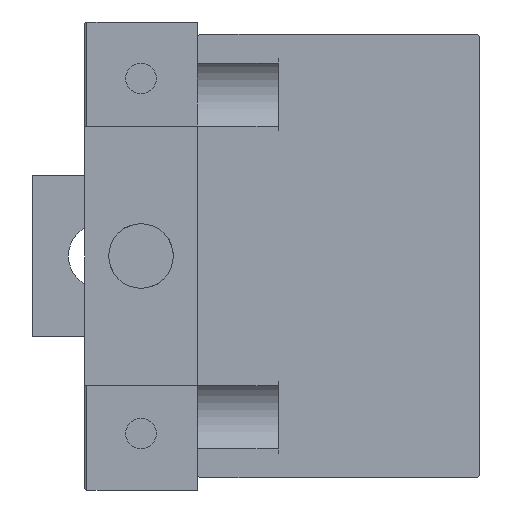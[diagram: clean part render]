
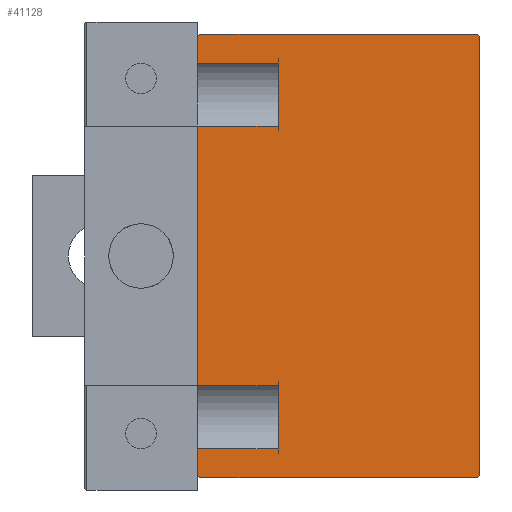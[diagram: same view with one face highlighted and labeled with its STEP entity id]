
A CAD part, left-side view. The second image highlights one B-rep face of the part: STEP entity #41128.
In plain terms, the highlighted face is planar.
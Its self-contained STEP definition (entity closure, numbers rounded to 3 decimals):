
#196 = EDGE_CURVE ( 'NONE', #10071, #29689, #38397, .T. ) ;
#240 = LINE ( 'NONE', #41031, #33068 ) ;
#1199 = VECTOR ( 'NONE', #22459, 1000. ) ;
#1271 = CARTESIAN_POINT ( 'NONE',  ( 56., 17.2, -27.5 ) ) ;
#1393 = EDGE_CURVE ( 'NONE', #38660, #48476, #47953, .T. ) ;
#1727 = VECTOR ( 'NONE', #46363, 1000. ) ;
#1836 = LINE ( 'NONE', #6237, #22439 ) ;
#2499 = LINE ( 'NONE', #45726, #20616 ) ;
#2735 = LINE ( 'NONE', #43100, #44309 ) ;
#3049 = EDGE_CURVE ( 'NONE', #39420, #41675, #33531, .T. ) ;
#4640 = CARTESIAN_POINT ( 'NONE',  ( 56., -17.5, -16.087 ) ) ;
#4836 = DIRECTION ( 'NONE',  ( 0., 0., 1. ) ) ;
#5134 = PLANE ( 'NONE',  #27346 ) ;
#5438 = VERTEX_POINT ( 'NONE', #44905 ) ;
#5442 = ORIENTED_EDGE ( 'NONE', *, *, #23509, .T. ) ;
#5461 = VERTEX_POINT ( 'NONE', #45159 ) ;
#5551 = CARTESIAN_POINT ( 'NONE',  ( 56., -17.5, -23.913 ) ) ;
#6065 = EDGE_CURVE ( 'NONE', #34294, #14807, #50145, .T. ) ;
#6237 = CARTESIAN_POINT ( 'NONE',  ( 56., 22.35, 22.35 ) ) ;
#6297 = CARTESIAN_POINT ( 'NONE',  ( 56., -7.5, 23.913 ) ) ;
#9184 = EDGE_CURVE ( 'NONE', #33652, #39420, #2735, .T. ) ;
#9585 = ORIENTED_EDGE ( 'NONE', *, *, #6065, .T. ) ;
#9938 = EDGE_CURVE ( 'NONE', #48476, #33652, #19945, .T. ) ;
#10071 = VERTEX_POINT ( 'NONE', #5551 ) ;
#10845 = ORIENTED_EDGE ( 'NONE', *, *, #29184, .T. ) ;
#11913 = LINE ( 'NONE', #27469, #1727 ) ;
#12364 = LINE ( 'NONE', #40305, #49355 ) ;
#12377 = CARTESIAN_POINT ( 'NONE',  ( 56., 0., 0. ) ) ;
#12484 = DIRECTION ( 'NONE',  ( 0., 0.707, -0.707 ) ) ;
#12833 = CARTESIAN_POINT ( 'NONE',  ( 56., 17.5, -27.5 ) ) ;
#14153 = DIRECTION ( 'NONE',  ( 0., 0., -1. ) ) ;
#14785 = DIRECTION ( 'NONE',  ( 0., -1., 0. ) ) ;
#14807 = VERTEX_POINT ( 'NONE', #20320 ) ;
#14859 = CARTESIAN_POINT ( 'NONE',  ( 56., -7.5, 16.087 ) ) ;
#16512 = DIRECTION ( 'NONE',  ( 0., 0., -1. ) ) ;
#16524 = VERTEX_POINT ( 'NONE', #35513 ) ;
#16805 = CARTESIAN_POINT ( 'NONE',  ( 56., 17.5, 27.5 ) ) ;
#17494 = VECTOR ( 'NONE', #24593, 1000. ) ;
#18002 = EDGE_LOOP ( 'NONE', ( #39952, #35919, #22051, #10845, #42045, #43985, #9585, #36304, #29517, #49128, #5442, #45816, #36231, #20235, #23259, #44852 ) ) ;
#18660 = LINE ( 'NONE', #22804, #25988 ) ;
#18746 = CARTESIAN_POINT ( 'NONE',  ( 56., 17.5, 27.2 ) ) ;
#19415 = CARTESIAN_POINT ( 'NONE',  ( 56., -17.5, -27.5 ) ) ;
#19945 = LINE ( 'NONE', #19415, #21178 ) ;
#20092 = CARTESIAN_POINT ( 'NONE',  ( 56., -17.5, 27.5 ) ) ;
#20235 = ORIENTED_EDGE ( 'NONE', *, *, #196, .F. ) ;
#20320 = CARTESIAN_POINT ( 'NONE',  ( 56., -17.5, 23.913 ) ) ;
#20616 = VECTOR ( 'NONE', #14153, 1000. ) ;
#20718 = EDGE_CURVE ( 'NONE', #50704, #5461, #34794, .T. ) ;
#21178 = VECTOR ( 'NONE', #50988, 1000. ) ;
#22051 = ORIENTED_EDGE ( 'NONE', *, *, #3049, .T. ) ;
#22292 = CARTESIAN_POINT ( 'NONE',  ( 56., -17.5, 27.5 ) ) ;
#22439 = VECTOR ( 'NONE', #30056, 1000. ) ;
#22459 = DIRECTION ( 'NONE',  ( 0., 0., -1. ) ) ;
#22804 = CARTESIAN_POINT ( 'NONE',  ( 56., -7.5, 23.913 ) ) ;
#23078 = VECTOR ( 'NONE', #12484, 1000. ) ;
#23259 = ORIENTED_EDGE ( 'NONE', *, *, #28371, .T. ) ;
#23509 = EDGE_CURVE ( 'NONE', #50704, #32320, #27871, .T. ) ;
#24041 = FACE_OUTER_BOUND ( 'NONE', #18002, .T. ) ;
#24593 = DIRECTION ( 'NONE',  ( 0., -1., 0. ) ) ;
#24864 = VECTOR ( 'NONE', #45059, 1000. ) ;
#25150 = CARTESIAN_POINT ( 'NONE',  ( 56., -17.5, 27.2 ) ) ;
#25988 = VECTOR ( 'NONE', #14785, 1000. ) ;
#26704 = VECTOR ( 'NONE', #4836, 1000. ) ;
#27207 = VECTOR ( 'NONE', #50567, 1000. ) ;
#27346 = AXIS2_PLACEMENT_3D ( 'NONE', #12377, #40320, #16512 ) ;
#27469 = CARTESIAN_POINT ( 'NONE',  ( 56., -7.5, -16.087 ) ) ;
#27871 = LINE ( 'NONE', #20092, #32279 ) ;
#28371 = EDGE_CURVE ( 'NONE', #10071, #38660, #41165, .T. ) ;
#29184 = EDGE_CURVE ( 'NONE', #41675, #5438, #1836, .T. ) ;
#29267 = CARTESIAN_POINT ( 'NONE',  ( 56., -17.5, -27.2 ) ) ;
#29341 = EDGE_CURVE ( 'NONE', #16524, #32320, #11913, .T. ) ;
#29517 = ORIENTED_EDGE ( 'NONE', *, *, #29864, .T. ) ;
#29689 = VERTEX_POINT ( 'NONE', #41384 ) ;
#29864 = EDGE_CURVE ( 'NONE', #49544, #5461, #12364, .T. ) ;
#30056 = DIRECTION ( 'NONE',  ( 0., -0.707, 0.707 ) ) ;
#30220 = CARTESIAN_POINT ( 'NONE',  ( 56., -17.5, 27.5 ) ) ;
#31551 = DIRECTION ( 'NONE',  ( 0., 0., -1. ) ) ;
#31831 = DIRECTION ( 'NONE',  ( 0., -0.707, -0.707 ) ) ;
#32005 = DIRECTION ( 'NONE',  ( 0., 0., -1. ) ) ;
#32279 = VECTOR ( 'NONE', #32005, 1000. ) ;
#32320 = VERTEX_POINT ( 'NONE', #4640 ) ;
#32427 = CARTESIAN_POINT ( 'NONE',  ( 56., -22.35, -22.35 ) ) ;
#32928 = CARTESIAN_POINT ( 'NONE',  ( 56., -17.2, 27.5 ) ) ;
#33068 = VECTOR ( 'NONE', #31831, 1000. ) ;
#33531 = LINE ( 'NONE', #12833, #26704 ) ;
#33652 = VERTEX_POINT ( 'NONE', #1271 ) ;
#34260 = CARTESIAN_POINT ( 'NONE',  ( 56., -7.5, -23.913 ) ) ;
#34294 = VERTEX_POINT ( 'NONE', #25150 ) ;
#34794 = LINE ( 'NONE', #14859, #27207 ) ;
#35513 = CARTESIAN_POINT ( 'NONE',  ( 56., -7.5, -16.087 ) ) ;
#35919 = ORIENTED_EDGE ( 'NONE', *, *, #9184, .T. ) ;
#35958 = EDGE_CURVE ( 'NONE', #16524, #29689, #2499, .T. ) ;
#36231 = ORIENTED_EDGE ( 'NONE', *, *, #35958, .T. ) ;
#36265 = VECTOR ( 'NONE', #37617, 1000. ) ;
#36304 = ORIENTED_EDGE ( 'NONE', *, *, #50035, .F. ) ;
#36730 = EDGE_CURVE ( 'NONE', #39614, #34294, #240, .T. ) ;
#37617 = DIRECTION ( 'NONE',  ( 0., 1., 0. ) ) ;
#38397 = LINE ( 'NONE', #34260, #36265 ) ;
#38660 = VERTEX_POINT ( 'NONE', #29267 ) ;
#39420 = VERTEX_POINT ( 'NONE', #49606 ) ;
#39614 = VERTEX_POINT ( 'NONE', #32928 ) ;
#39952 = ORIENTED_EDGE ( 'NONE', *, *, #9938, .T. ) ;
#39970 = EDGE_CURVE ( 'NONE', #5438, #39614, #44257, .T. ) ;
#40305 = CARTESIAN_POINT ( 'NONE',  ( 56., -7.5, 0. ) ) ;
#40320 = DIRECTION ( 'NONE',  ( 1., 0., 0. ) ) ;
#41031 = CARTESIAN_POINT ( 'NONE',  ( 56., -22.35, 22.35 ) ) ;
#41128 = ADVANCED_FACE ( 'NONE', ( #24041 ), #5134, .T. ) ;
#41165 = LINE ( 'NONE', #22292, #24864 ) ;
#41384 = CARTESIAN_POINT ( 'NONE',  ( 56., -7.5, -23.913 ) ) ;
#41675 = VERTEX_POINT ( 'NONE', #18746 ) ;
#42045 = ORIENTED_EDGE ( 'NONE', *, *, #39970, .T. ) ;
#43100 = CARTESIAN_POINT ( 'NONE',  ( 56., 22.35, -22.35 ) ) ;
#43985 = ORIENTED_EDGE ( 'NONE', *, *, #36730, .T. ) ;
#44257 = LINE ( 'NONE', #16805, #17494 ) ;
#44309 = VECTOR ( 'NONE', #50861, 1000. ) ;
#44852 = ORIENTED_EDGE ( 'NONE', *, *, #1393, .T. ) ;
#44905 = CARTESIAN_POINT ( 'NONE',  ( 56., 17.2, 27.5 ) ) ;
#45059 = DIRECTION ( 'NONE',  ( 0., 0., -1. ) ) ;
#45159 = CARTESIAN_POINT ( 'NONE',  ( 56., -7.5, 16.087 ) ) ;
#45726 = CARTESIAN_POINT ( 'NONE',  ( 56., -7.5, 0. ) ) ;
#45816 = ORIENTED_EDGE ( 'NONE', *, *, #29341, .F. ) ;
#46363 = DIRECTION ( 'NONE',  ( 0., -1., 0. ) ) ;
#46473 = CARTESIAN_POINT ( 'NONE',  ( 56., -17.2, -27.5 ) ) ;
#47953 = LINE ( 'NONE', #32427, #23078 ) ;
#48476 = VERTEX_POINT ( 'NONE', #46473 ) ;
#49128 = ORIENTED_EDGE ( 'NONE', *, *, #20718, .F. ) ;
#49140 = CARTESIAN_POINT ( 'NONE',  ( 56., -17.5, 16.087 ) ) ;
#49355 = VECTOR ( 'NONE', #31551, 1000. ) ;
#49544 = VERTEX_POINT ( 'NONE', #6297 ) ;
#49606 = CARTESIAN_POINT ( 'NONE',  ( 56., 17.5, -27.2 ) ) ;
#50035 = EDGE_CURVE ( 'NONE', #49544, #14807, #18660, .T. ) ;
#50145 = LINE ( 'NONE', #30220, #1199 ) ;
#50567 = DIRECTION ( 'NONE',  ( 0., 1., 0. ) ) ;
#50704 = VERTEX_POINT ( 'NONE', #49140 ) ;
#50861 = DIRECTION ( 'NONE',  ( 0., 0.707, 0.707 ) ) ;
#50988 = DIRECTION ( 'NONE',  ( 0., 1., 0. ) ) ;
